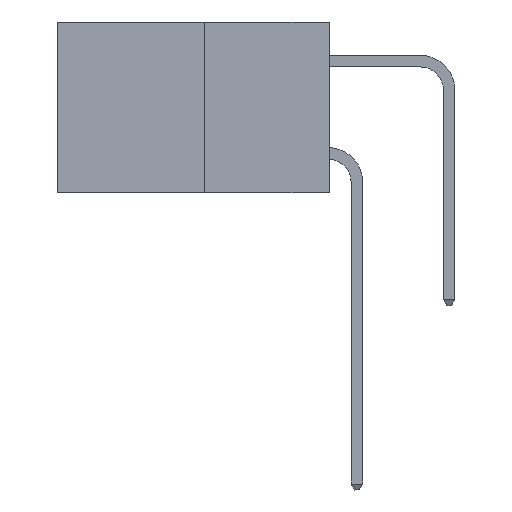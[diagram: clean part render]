
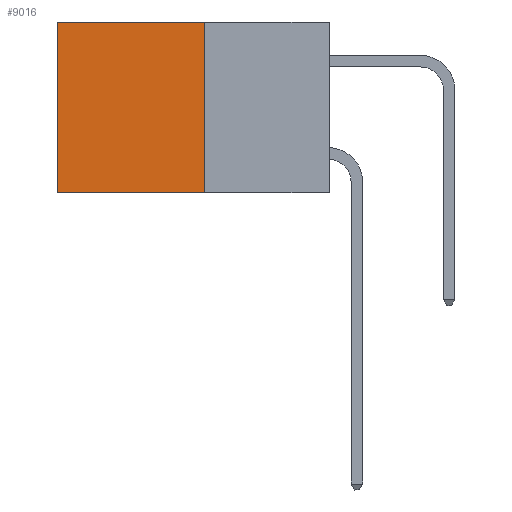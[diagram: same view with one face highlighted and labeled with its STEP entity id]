
A CAD part, left-side view. The second image highlights one B-rep face of the part: STEP entity #9016.
In plain terms, the highlighted planar face has unit normal (-1, 0, 0).
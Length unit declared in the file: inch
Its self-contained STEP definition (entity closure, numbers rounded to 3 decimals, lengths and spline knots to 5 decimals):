
#172 = VECTOR ( 'NONE', #8384, 39.37008 ) ;
#420 = CARTESIAN_POINT ( 'NONE',  ( 0.277, 0.27, -0.37 ) ) ;
#468 = EDGE_CURVE ( 'NONE', #8702, #6770, #8507, .T. ) ;
#1069 = ORIENTED_EDGE ( 'NONE', *, *, #468, .T. ) ;
#1078 = EDGE_CURVE ( 'NONE', #8702, #8920, #7275, .T. ) ;
#1402 = CARTESIAN_POINT ( 'NONE',  ( 0.277, 0.59, -0.37 ) ) ;
#2906 = DIRECTION ( 'NONE',  ( 1., 0., 0. ) ) ;
#3046 = EDGE_LOOP ( 'NONE', ( #8160, #4754, #6778, #1069 ) ) ;
#3343 = CARTESIAN_POINT ( 'NONE',  ( 0.277, 0.27, 0. ) ) ;
#4380 = CARTESIAN_POINT ( 'NONE',  ( 0.277, 0.27, -0.37 ) ) ;
#4754 = ORIENTED_EDGE ( 'NONE', *, *, #8980, .F. ) ;
#4762 = DIRECTION ( 'NONE',  ( 0., 0., -1. ) ) ;
#4888 = VECTOR ( 'NONE', #5477, 39.37008 ) ;
#5047 = VECTOR ( 'NONE', #4762, 39.37008 ) ;
#5114 = VERTEX_POINT ( 'NONE', #1402 ) ;
#5137 = CARTESIAN_POINT ( 'NONE',  ( 0.277, 0.27, -0.37 ) ) ;
#5477 = DIRECTION ( 'NONE',  ( 0., 1., 0. ) ) ;
#5719 = CARTESIAN_POINT ( 'NONE',  ( 0.277, 0.27, 0. ) ) ;
#6458 = DIRECTION ( 'NONE',  ( 0., 1., 0. ) ) ;
#6770 = VERTEX_POINT ( 'NONE', #9403 ) ;
#6778 = ORIENTED_EDGE ( 'NONE', *, *, #1078, .F. ) ;
#7019 = FACE_OUTER_BOUND ( 'NONE', #3046, .T. ) ;
#7084 = CARTESIAN_POINT ( 'NONE',  ( 0.277, 0.27, -0.37 ) ) ;
#7171 = PLANE ( 'NONE',  #8871 ) ;
#7234 = VECTOR ( 'NONE', #6458, 39.37008 ) ;
#7275 = LINE ( 'NONE', #420, #5047 ) ;
#7860 = DIRECTION ( 'NONE',  ( 0., 0., -1. ) ) ;
#8079 = LINE ( 'NONE', #9103, #172 ) ;
#8160 = ORIENTED_EDGE ( 'NONE', *, *, #8903, .T. ) ;
#8384 = DIRECTION ( 'NONE',  ( 0., 0., -1. ) ) ;
#8507 = LINE ( 'NONE', #5719, #4888 ) ;
#8702 = VERTEX_POINT ( 'NONE', #3343 ) ;
#8871 = AXIS2_PLACEMENT_3D ( 'NONE', #5137, #2906, #7860 ) ;
#8903 = EDGE_CURVE ( 'NONE', #6770, #5114, #8079, .T. ) ;
#8920 = VERTEX_POINT ( 'NONE', #7084 ) ;
#8980 = EDGE_CURVE ( 'NONE', #8920, #5114, #9069, .T. ) ;
#9016 = ADVANCED_FACE ( 'NONE', ( #7019 ), #7171, .F. ) ;
#9069 = LINE ( 'NONE', #4380, #7234 ) ;
#9103 = CARTESIAN_POINT ( 'NONE',  ( 0.277, 0.59, -0.37 ) ) ;
#9403 = CARTESIAN_POINT ( 'NONE',  ( 0.277, 0.59, 0. ) ) ;
